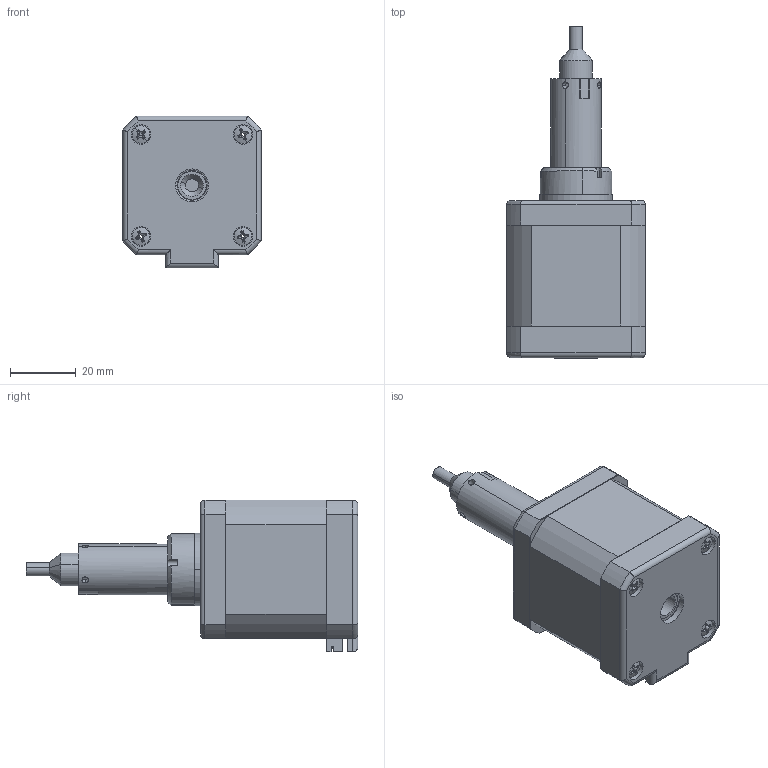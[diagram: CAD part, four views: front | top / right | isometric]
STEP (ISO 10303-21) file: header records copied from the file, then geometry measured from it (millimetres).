
FILE_DESCRIPTION (( 'STEP AP203' ), '1' );
FILE_NAME ('LC176S-E06008-25-S-100.STEP', '2019-02-28T08:28:00', ( 'Sky123.Org' ), ( 'Sky123.Org' ), 'SwSTEP 2.0', 'SolidWorks 2014', '' );
FILE_SCHEMA (( 'CONFIG_CONTROL_DESIGN' ));
Length unit declared in the file: millimetre
Products named in the file (1): LC176S-E06008-25-S-100
Bounding box: 42.2 x 100.9 x 46.2 mm (x, y, z)
Surface area: 20090.2 mm2 (no closed solid volume)
Topology: 0 solids, 17 shells, 318 faces, 1039 edges, 729 vertices
Faces by surface type: plane 179, cylinder 76, cone 43, torus 12, sphere 8
Entity records: 12287 total; most frequent: CARTESIAN_POINT 3255, ORIENTED_EDGE 1813, DIRECTION 1763, EDGE_CURVE 1039, VERTEX_POINT 729, LINE 617, VECTOR 617, AXIS2_PLACEMENT_3D 573
